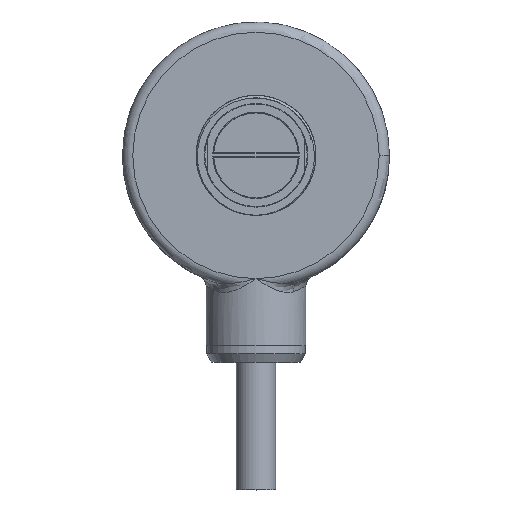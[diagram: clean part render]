
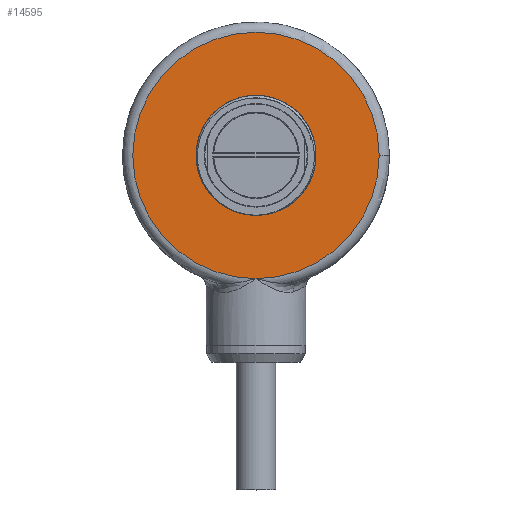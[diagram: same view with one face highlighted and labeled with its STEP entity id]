
A CAD part, top view. The second image highlights one B-rep face of the part: STEP entity #14595.
In plain terms, the highlighted planar face has unit normal (0, 0, 1).
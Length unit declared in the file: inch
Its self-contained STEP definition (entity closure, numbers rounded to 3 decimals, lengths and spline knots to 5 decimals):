
#2823=CARTESIAN_POINT('',(0.,1.122,0.295));
#2824=DIRECTION('',(0.,0.,1.));
#2825=DIRECTION('',(1.,0.,0.));
#2826=AXIS2_PLACEMENT_3D('',#2823,#2824,#2825);
#2828=CARTESIAN_POINT('',(0.,1.122,0.295));
#2829=DIRECTION('',(0.,0.,1.));
#2830=DIRECTION('',(0.,-1.,0.));
#2831=AXIS2_PLACEMENT_3D('',#2828,#2829,#2830);
#2843=CARTESIAN_POINT('',(0.,1.122,0.295));
#2844=DIRECTION('',(0.,0.,1.));
#2845=DIRECTION('',(0.,-1.,0.));
#2846=AXIS2_PLACEMENT_3D('',#2843,#2844,#2845);
#2848=CARTESIAN_POINT('',(0.,1.122,0.295));
#2849=DIRECTION('',(0.,0.,1.));
#2850=DIRECTION('',(0.,1.,0.));
#2851=AXIS2_PLACEMENT_3D('',#2848,#2849,#2850);
#10464=CARTESIAN_POINT('',(0.7275,1.122,0.295));
#10465=CARTESIAN_POINT('',(0.,0.3945,0.295));
#10466=VERTEX_POINT('',#10464);
#10467=VERTEX_POINT('',#10465);
#10644=CARTESIAN_POINT('',(0.,0.77075,0.295));
#10645=CARTESIAN_POINT('',(0.,1.47325,0.295));
#10646=VERTEX_POINT('',#10644);
#10647=VERTEX_POINT('',#10645);
#14580=CARTESIAN_POINT('',(0.,1.122,0.295));
#14581=DIRECTION('',(0.,0.,1.));
#14582=DIRECTION('',(1.,0.,0.));
#14583=AXIS2_PLACEMENT_3D('',#14580,#14581,#14582);
#14584=PLANE('',#14583);
#14585=ORIENTED_EDGE('',*,*,#14560,.F.);
#14586=ORIENTED_EDGE('',*,*,#14571,.F.);
#14587=EDGE_LOOP('',(#14585,#14586));
#14588=FACE_OUTER_BOUND('',#14587,.F.);
#14590=ORIENTED_EDGE('',*,*,#14589,.T.);
#14592=ORIENTED_EDGE('',*,*,#14591,.T.);
#14593=EDGE_LOOP('',(#14590,#14592));
#14594=FACE_BOUND('',#14593,.F.);
#14595=ADVANCED_FACE('',(#14588,#14594),#14584,.T.);
#2827=CIRCLE('',#2826,0.7275);
#2832=CIRCLE('',#2831,0.7275);
#2847=CIRCLE('',#2846,0.35125);
#2852=CIRCLE('',#2851,0.35125);
#14560=EDGE_CURVE('',#10466,#10467,#2827,.T.);
#14571=EDGE_CURVE('',#10467,#10466,#2832,.T.);
#14589=EDGE_CURVE('',#10646,#10647,#2847,.T.);
#14591=EDGE_CURVE('',#10647,#10646,#2852,.T.);
